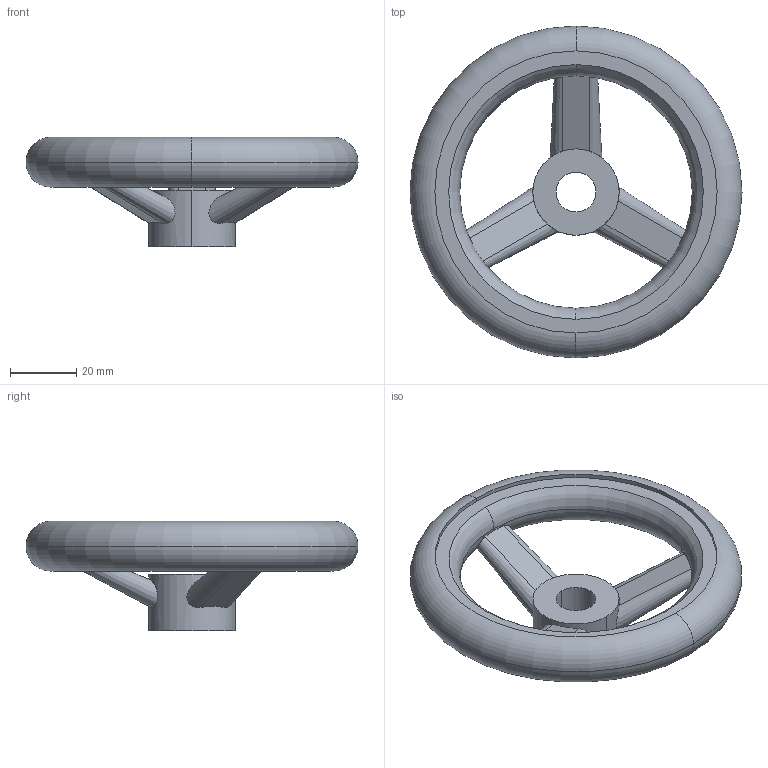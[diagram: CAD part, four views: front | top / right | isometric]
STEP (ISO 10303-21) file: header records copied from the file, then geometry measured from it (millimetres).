
FILE_DESCRIPTION(('STEP AP214'),'1');
FILE_NAME(' ',' ',('TraceParts'),('TraceParts S.A.'),'XStep 1.0',' ',' ');
FILE_SCHEMA(('automotive_design'));
Length unit declared in the file: millimetre
Products named in the file (1): 1
Bounding box: 100 x 100 x 33 mm (x, y, z)
Volume: 58722.7 mm3; surface area: 18280.7 mm2
Topology: 1 solids, 1 shells, 32 faces, 84 edges, 54 vertices
Faces by surface type: plane 10, torus 8, cylinder 8, cone 6
Entity records: 2352 total; most frequent: CARTESIAN_POINT 574, DIRECTION 173, STYLED_ITEM 171, PRESENTATION_STYLE_ASSIGNMENT 171, COLOUR_RGB 171, ORIENTED_EDGE 168, EDGE_CURVE 84, CURVE_STYLE 84
